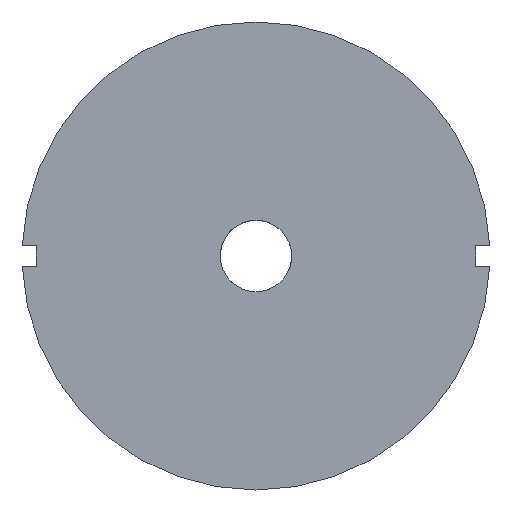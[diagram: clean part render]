
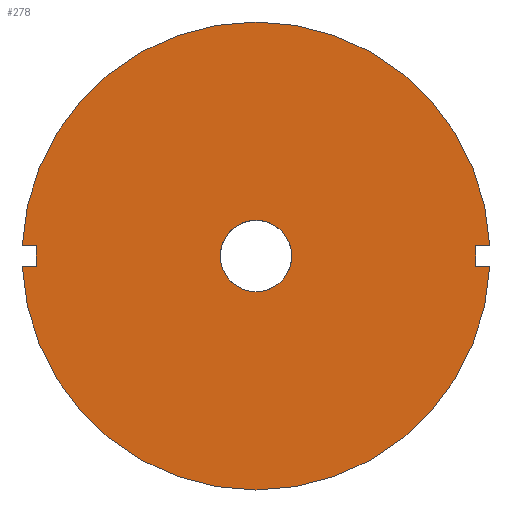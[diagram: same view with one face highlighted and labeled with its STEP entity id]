
A CAD part, top view. The second image highlights one B-rep face of the part: STEP entity #278.
In plain terms, the highlighted planar face has unit normal (0, 0, 1).
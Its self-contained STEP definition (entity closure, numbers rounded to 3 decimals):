
#19=FACE_BOUND('',#56,.T.);
#22=CIRCLE('',#309,22.928);
#23=CIRCLE('',#310,22.928);
#24=CIRCLE('',#311,3.5);
#39=FACE_OUTER_BOUND('',#55,.T.);
#55=EDGE_LOOP('',(#203,#204,#205,#206,#207,#208,#209,#210));
#56=EDGE_LOOP('',(#211));
#69=LINE('',#415,#90);
#70=LINE('',#423,#91);
#72=LINE('',#430,#93);
#74=LINE('',#442,#95);
#75=LINE('',#450,#96);
#77=LINE('',#456,#98);
#90=VECTOR('',#334,10.);
#91=VECTOR('',#337,10.);
#93=VECTOR('',#341,10.);
#95=VECTOR('',#345,10.);
#96=VECTOR('',#348,10.);
#98=VECTOR('',#352,10.);
#118=VERTEX_POINT('',#409);
#119=VERTEX_POINT('',#413);
#120=VERTEX_POINT('',#417);
#122=VERTEX_POINT('',#422);
#125=VERTEX_POINT('',#436);
#126=VERTEX_POINT('',#440);
#127=VERTEX_POINT('',#444);
#129=VERTEX_POINT('',#449);
#130=VERTEX_POINT('',#460);
#145=EDGE_CURVE('',#118,#119,#69,.T.);
#147=EDGE_CURVE('',#122,#120,#70,.T.);
#150=EDGE_CURVE('',#119,#122,#72,.T.);
#154=EDGE_CURVE('',#125,#126,#74,.T.);
#156=EDGE_CURVE('',#129,#127,#75,.T.);
#159=EDGE_CURVE('',#126,#129,#77,.T.);
#160=EDGE_CURVE('',#120,#125,#22,.T.);
#161=EDGE_CURVE('',#127,#118,#23,.T.);
#162=EDGE_CURVE('',#130,#130,#24,.T.);
#203=ORIENTED_EDGE('',*,*,#145,.T.);
#204=ORIENTED_EDGE('',*,*,#150,.T.);
#205=ORIENTED_EDGE('',*,*,#147,.T.);
#206=ORIENTED_EDGE('',*,*,#160,.T.);
#207=ORIENTED_EDGE('',*,*,#154,.T.);
#208=ORIENTED_EDGE('',*,*,#159,.T.);
#209=ORIENTED_EDGE('',*,*,#156,.T.);
#210=ORIENTED_EDGE('',*,*,#161,.T.);
#211=ORIENTED_EDGE('',*,*,#162,.T.);
#266=PLANE('',#308);
#278=ADVANCED_FACE('',(#39,#19),#266,.T.);
#308=AXIS2_PLACEMENT_3D('',#457,#353,#354);
#309=AXIS2_PLACEMENT_3D('',#458,#355,#356);
#310=AXIS2_PLACEMENT_3D('',#459,#357,#358);
#311=AXIS2_PLACEMENT_3D('',#461,#359,#360);
#334=DIRECTION('',(1.,0.,0.));
#337=DIRECTION('',(-1.,0.,0.));
#341=DIRECTION('',(0.,-1.,0.));
#345=DIRECTION('',(-1.,0.,0.));
#348=DIRECTION('',(1.,0.,0.));
#352=DIRECTION('',(0.,1.,0.));
#353=DIRECTION('center_axis',(0.,0.,1.));
#354=DIRECTION('ref_axis',(1.,0.,0.));
#355=DIRECTION('center_axis',(0.,0.,1.));
#356=DIRECTION('ref_axis',(1.,0.,0.));
#357=DIRECTION('center_axis',(0.,0.,1.));
#358=DIRECTION('ref_axis',(1.,0.,0.));
#359=DIRECTION('center_axis',(0.,0.,-1.));
#360=DIRECTION('ref_axis',(1.,0.,0.));
#409=CARTESIAN_POINT('',(-22.907,1.,18.));
#413=CARTESIAN_POINT('',(-21.528,1.,18.));
#415=CARTESIAN_POINT('',(-12.164,1.,18.));
#417=CARTESIAN_POINT('',(-22.907,-1.,18.));
#422=CARTESIAN_POINT('',(-21.528,-1.,18.));
#423=CARTESIAN_POINT('',(-10.764,-1.,18.));
#430=CARTESIAN_POINT('',(-21.528,0.5,18.));
#436=CARTESIAN_POINT('',(22.907,-1.,18.));
#440=CARTESIAN_POINT('',(21.528,-1.,18.));
#442=CARTESIAN_POINT('',(12.164,-1.,18.));
#444=CARTESIAN_POINT('',(22.907,1.,18.));
#449=CARTESIAN_POINT('',(21.528,1.,18.));
#450=CARTESIAN_POINT('',(10.764,1.,18.));
#456=CARTESIAN_POINT('',(21.528,-0.5,18.));
#457=CARTESIAN_POINT('Origin',(0.,0.,18.));
#458=CARTESIAN_POINT('Origin',(0.,0.,18.));
#459=CARTESIAN_POINT('Origin',(0.,0.,18.));
#460=CARTESIAN_POINT('',(-3.5,0.,18.));
#461=CARTESIAN_POINT('Origin',(0.,0.,
18.));
